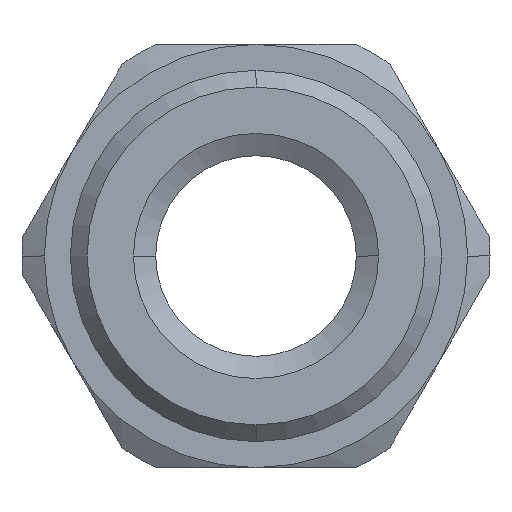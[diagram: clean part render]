
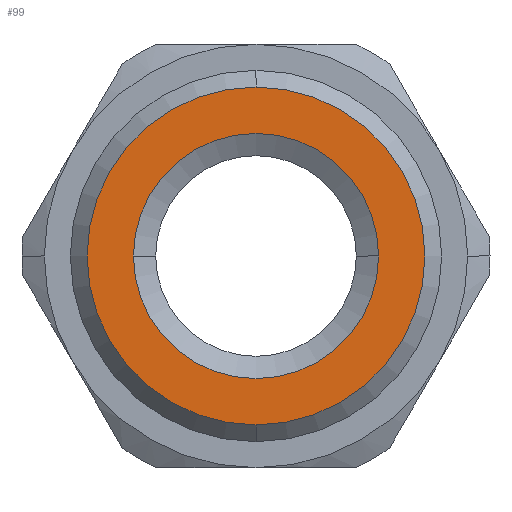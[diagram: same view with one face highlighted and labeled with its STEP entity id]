
A CAD part, front view. The second image highlights one B-rep face of the part: STEP entity #99.
In plain terms, the highlighted planar face has unit normal (0, -1, 0).
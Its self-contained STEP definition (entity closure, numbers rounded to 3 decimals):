
#99=ADVANCED_FACE('',(#238,#239),#240,.T.);
#238=FACE_OUTER_BOUND('',#420,.T.);
#239=FACE_BOUND('',#421,.T.);
#240=PLANE('',#422);
#420=EDGE_LOOP('',(#645,#646));
#421=EDGE_LOOP('',(#647,#648));
#422=AXIS2_PLACEMENT_3D('',#649,#650,#651);
#645=ORIENTED_EDGE('',*,*,#1069,.F.);
#646=ORIENTED_EDGE('',*,*,#1100,.F.);
#647=ORIENTED_EDGE('',*,*,#1101,.F.);
#648=ORIENTED_EDGE('',*,*,#1102,.F.);
#649=CARTESIAN_POINT('',(0.0,-9.0,0.0));
#650=DIRECTION('',(0.0,-1.0,0.0));
#651=DIRECTION('',(0.0,0.0,-1.0));
#1069=EDGE_CURVE('',#1268,#1263,#1270,.T.);
#1100=EDGE_CURVE('',#1263,#1268,#1321,.T.);
#1101=EDGE_CURVE('',#1322,#1323,#1324,.T.);
#1102=EDGE_CURVE('',#1323,#1322,#1325,.T.);
#1263=VERTEX_POINT('',#1570);
#1268=VERTEX_POINT('',#1576);
#1270=CIRCLE('',#1579,7.58);
#1321=CIRCLE('',#1716,7.58);
#1322=VERTEX_POINT('',#1717);
#1323=VERTEX_POINT('',#1718);
#1324=CIRCLE('',#1719,5.5);
#1325=CIRCLE('',#1720,5.5);
#1570=CARTESIAN_POINT('',(0.,-9.,-7.58));
#1576=CARTESIAN_POINT('',(0.0,-9.,7.58));
#1579=AXIS2_PLACEMENT_3D('',#2039,#2040,#2041);
#1716=AXIS2_PLACEMENT_3D('',#2074,#2075,#2076);
#1717=CARTESIAN_POINT('',(-5.5,-9.0,0.0));
#1718=CARTESIAN_POINT('',(5.5,-9.0,0.));
#1719=AXIS2_PLACEMENT_3D('',#2077,#2078,#2079);
#1720=AXIS2_PLACEMENT_3D('',#2080,#2081,#2082);
#2039=CARTESIAN_POINT('',(0.,-9.,0.0));
#2040=DIRECTION('',(0.0,1.0,0.0));
#2041=DIRECTION('',(0.0,0.0,-1.0));
#2074=CARTESIAN_POINT('',(0.,-9.,0.0));
#2075=DIRECTION('',(0.0,1.0,0.0));
#2076=DIRECTION('',(0.0,0.0,-1.0));
#2077=CARTESIAN_POINT('',(0.0,-9.0,0.0));
#2078=DIRECTION('',(0.0,-1.0,0.0));
#2079=DIRECTION('',(-1.0,0.0,0.0));
#2080=CARTESIAN_POINT('',(0.0,-9.0,0.0));
#2081=DIRECTION('',(0.0,-1.0,0.0));
#2082=DIRECTION('',(-1.0,0.0,0.0));
